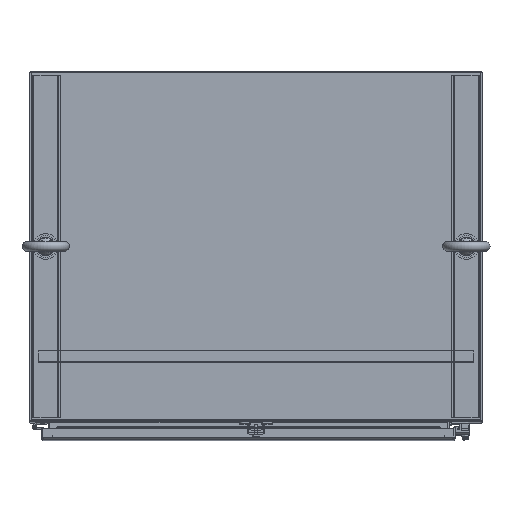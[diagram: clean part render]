
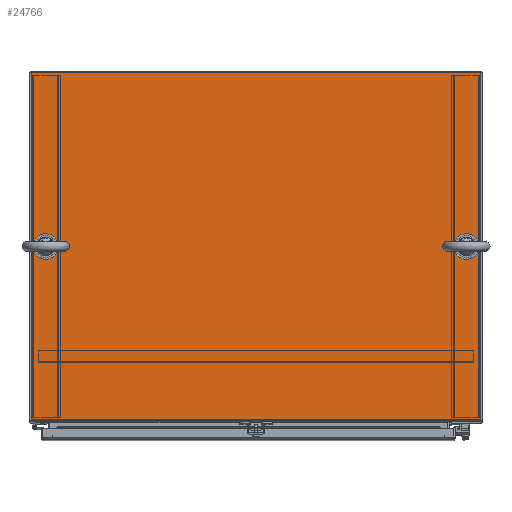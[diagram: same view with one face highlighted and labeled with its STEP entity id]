
A CAD part, top view. The second image highlights one B-rep face of the part: STEP entity #24766.
In plain terms, the highlighted planar face has unit normal (0, 0, 1).
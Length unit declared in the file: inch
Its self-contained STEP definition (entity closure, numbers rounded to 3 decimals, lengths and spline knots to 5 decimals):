
#972 = VECTOR ( 'NONE', #28890, 39.37008 ) ;
#2977 = DIRECTION ( 'NONE',  ( 0., 1., 0. ) ) ;
#4030 = EDGE_LOOP ( 'NONE', ( #16147 ) ) ;
#5755 = VERTEX_POINT ( 'NONE', #56842 ) ;
#5936 = VECTOR ( 'NONE', #2977, 39.37008 ) ;
#5952 = VERTEX_POINT ( 'NONE', #36431 ) ;
#6630 = FACE_OUTER_BOUND ( 'NONE', #25913, .T. ) ;
#7342 = DIRECTION ( 'NONE',  ( 0., 0., -1. ) ) ;
#7469 = ORIENTED_EDGE ( 'NONE', *, *, #31999, .F. ) ;
#7520 = LINE ( 'NONE', #27143, #5936 ) ;
#7893 = LINE ( 'NONE', #41664, #60900 ) ;
#10818 = DIRECTION ( 'NONE',  ( 1., 0., 0. ) ) ;
#11140 = PLANE ( 'NONE',  #55251 ) ;
#12102 = CARTESIAN_POINT ( 'NONE',  ( -15.435, -24.06, 36.03 ) ) ;
#12510 = VERTEX_POINT ( 'NONE', #22459 ) ;
#13063 = VECTOR ( 'NONE', #45107, 39.37008 ) ;
#14404 = CARTESIAN_POINT ( 'NONE',  ( -15.435, -23.917, 36.03 ) ) ;
#16071 = VERTEX_POINT ( 'NONE', #36114 ) ;
#16147 = ORIENTED_EDGE ( 'NONE', *, *, #59109, .T. ) ;
#16926 = DIRECTION ( 'NONE',  ( 0., 0., 1. ) ) ;
#18131 = CARTESIAN_POINT ( 'NONE',  ( 14.435, -12.028, 36.03 ) ) ;
#21174 = DIRECTION ( 'NONE',  ( 1., 0., 0. ) ) ;
#21540 = ORIENTED_EDGE ( 'NONE', *, *, #51901, .T. ) ;
#22459 = CARTESIAN_POINT ( 'NONE',  ( 14.81, -12.028, 36.03 ) ) ;
#22965 = DIRECTION ( 'NONE',  ( 1., 0., 0. ) ) ;
#24766 = ADVANCED_FACE ( 'NONE', ( #6630, #26259, #55531 ), #11140, .T. ) ;
#25913 = EDGE_LOOP ( 'NONE', ( #44577, #38386, #21540, #7469 ) ) ;
#26171 = LINE ( 'NONE', #30669, #13063 ) ;
#26259 = FACE_BOUND ( 'NONE', #40593, .T. ) ;
#27143 = CARTESIAN_POINT ( 'NONE',  ( 15.435, -24.06, 36.03 ) ) ;
#27464 = DIRECTION ( 'NONE',  ( 0., 0., -1. ) ) ;
#28580 = AXIS2_PLACEMENT_3D ( 'NONE', #18131, #27464, #22965 ) ;
#28890 = DIRECTION ( 'NONE',  ( -1., 0., 0. ) ) ;
#30406 = EDGE_CURVE ( 'NONE', #43364, #16071, #7520, .T. ) ;
#30448 = CARTESIAN_POINT ( 'NONE',  ( -14.06, -12.028, 36.03 ) ) ;
#30669 = CARTESIAN_POINT ( 'NONE',  ( -15.435, -0.06, 36.03 ) ) ;
#30919 = EDGE_CURVE ( 'NONE', #12510, #12510, #37845, .T. ) ;
#31715 = DIRECTION ( 'NONE',  ( -1., 0., 0. ) ) ;
#31985 = AXIS2_PLACEMENT_3D ( 'NONE', #45604, #7342, #21174 ) ;
#31999 = EDGE_CURVE ( 'NONE', #43364, #5952, #63303, .T. ) ;
#36114 = CARTESIAN_POINT ( 'NONE',  ( 15.435, -0.06, 36.03 ) ) ;
#36431 = CARTESIAN_POINT ( 'NONE',  ( -15.435, -23.917, 36.03 ) ) ;
#37845 = CIRCLE ( 'NONE', #28580, 0.375 ) ;
#38386 = ORIENTED_EDGE ( 'NONE', *, *, #62546, .T. ) ;
#40593 = EDGE_LOOP ( 'NONE', ( #57012 ) ) ;
#41664 = CARTESIAN_POINT ( 'NONE',  ( 15.435, -0.06, 36.03 ) ) ;
#43364 = VERTEX_POINT ( 'NONE', #54427 ) ;
#44577 = ORIENTED_EDGE ( 'NONE', *, *, #30406, .T. ) ;
#45107 = DIRECTION ( 'NONE',  ( 0., -1., 0. ) ) ;
#45604 = CARTESIAN_POINT ( 'NONE',  ( -14.435, -12.028, 36.03 ) ) ;
#51901 = EDGE_CURVE ( 'NONE', #5755, #5952, #26171, .T. ) ;
#54427 = CARTESIAN_POINT ( 'NONE',  ( 15.435, -23.917, 36.03 ) ) ;
#55251 = AXIS2_PLACEMENT_3D ( 'NONE', #12102, #16926, #10818 ) ;
#55531 = FACE_BOUND ( 'NONE', #4030, .T. ) ;
#56842 = CARTESIAN_POINT ( 'NONE',  ( -15.435, -0.06, 36.03 ) ) ;
#57012 = ORIENTED_EDGE ( 'NONE', *, *, #30919, .T. ) ;
#59069 = VERTEX_POINT ( 'NONE', #30448 ) ;
#59109 = EDGE_CURVE ( 'NONE', #59069, #59069, #62773, .T. ) ;
#60900 = VECTOR ( 'NONE', #31715, 39.37008 ) ;
#62546 = EDGE_CURVE ( 'NONE', #16071, #5755, #7893, .T. ) ;
#62773 = CIRCLE ( 'NONE', #31985, 0.375 ) ;
#63303 = LINE ( 'NONE', #14404, #972 ) ;
